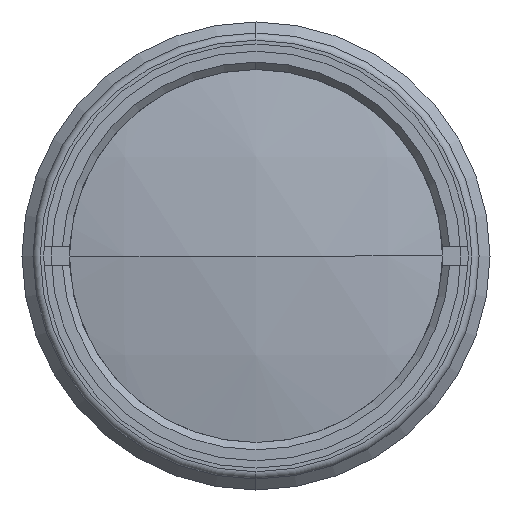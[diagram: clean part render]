
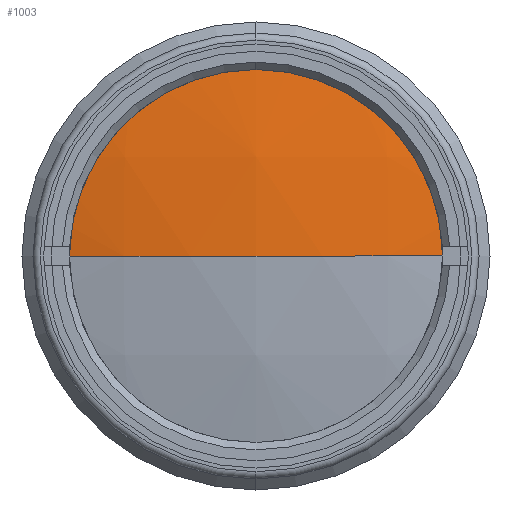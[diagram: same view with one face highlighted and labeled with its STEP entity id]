
A CAD part, left-side view. The second image highlights one B-rep face of the part: STEP entity #1003.
In plain terms, the highlighted spherical face has radius 124 mm.
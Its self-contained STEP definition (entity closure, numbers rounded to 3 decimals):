
#5 = CARTESIAN_POINT ( 'NONE',  ( -230.505, 0., 0. ) ) ;
#158 = AXIS2_PLACEMENT_3D ( 'NONE', #1345, #904, #850 ) ;
#225 = CARTESIAN_POINT ( 'NONE',  ( -351.53, 27., 0. ) ) ;
#285 = CARTESIAN_POINT ( 'NONE',  ( -351.53, -27., 0. ) ) ;
#304 = VERTEX_POINT ( 'NONE', #225 ) ;
#383 = ORIENTED_EDGE ( 'NONE', *, *, #438, .F. ) ;
#438 = EDGE_CURVE ( 'NONE', #304, #916, #1901, .T. ) ;
#489 = DIRECTION ( 'NONE',  ( 0., 0., 1. ) ) ;
#774 = ORIENTED_EDGE ( 'NONE', *, *, #1571, .T. ) ;
#783 = EDGE_CURVE ( 'NONE', #1852, #304, #1181, .T. ) ;
#837 = EDGE_LOOP ( 'NONE', ( #1059, #774, #383 ) ) ;
#850 = DIRECTION ( 'NONE',  ( 0., 0., -1. ) ) ;
#904 = DIRECTION ( 'NONE',  ( 1., 0., 0. ) ) ;
#916 = VERTEX_POINT ( 'NONE', #285 ) ;
#944 = DIRECTION ( 'NONE',  ( 0., 0., -1. ) ) ;
#953 = AXIS2_PLACEMENT_3D ( 'NONE', #5, #1022, #2073 ) ;
#963 = CARTESIAN_POINT ( 'NONE',  ( -354.505, 0., 0. ) ) ;
#993 = SPHERICAL_SURFACE ( 'NONE', #1213, 124. ) ;
#1003 = ADVANCED_FACE ( 'NONE', ( #1844 ), #993, .T. ) ;
#1022 = DIRECTION ( 'NONE',  ( 0., 0., 1. ) ) ;
#1059 = ORIENTED_EDGE ( 'NONE', *, *, #783, .F. ) ;
#1106 = DIRECTION ( 'NONE',  ( 0., 1., 0. ) ) ;
#1181 = CIRCLE ( 'NONE', #2176, 124. ) ;
#1213 = AXIS2_PLACEMENT_3D ( 'NONE', #1950, #489, #1106 ) ;
#1345 = CARTESIAN_POINT ( 'NONE',  ( -351.53, 0., 0. ) ) ;
#1351 = CIRCLE ( 'NONE', #953, 124. ) ;
#1571 = EDGE_CURVE ( 'NONE', #1852, #916, #1351, .T. ) ;
#1794 = CARTESIAN_POINT ( 'NONE',  ( -230.505, 0., 0. ) ) ;
#1844 = FACE_OUTER_BOUND ( 'NONE', #837, .T. ) ;
#1852 = VERTEX_POINT ( 'NONE', #963 ) ;
#1901 = CIRCLE ( 'NONE', #158, 27. ) ;
#1950 = CARTESIAN_POINT ( 'NONE',  ( -230.505, 0., 0. ) ) ;
#1963 = DIRECTION ( 'NONE',  ( -1., 0., 0. ) ) ;
#2073 = DIRECTION ( 'NONE',  ( 0., -1., 0. ) ) ;
#2176 = AXIS2_PLACEMENT_3D ( 'NONE', #1794, #944, #1963 ) ;
